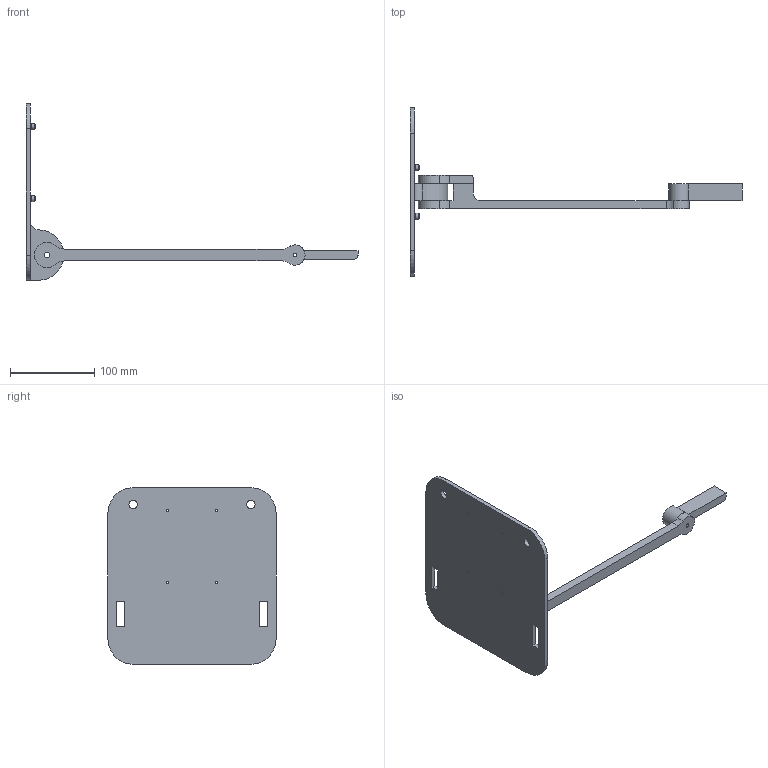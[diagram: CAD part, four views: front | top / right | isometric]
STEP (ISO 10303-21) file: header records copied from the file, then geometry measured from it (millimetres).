
FILE_DESCRIPTION(/* description */ (''),/* implementation_level */ '2;1');
FILE_NAME(/* name */ 'ce61db53-7789-4e23-9470-b868f4411491.stp',/* time_stamp */ '2020-10-23T19:19:43+00:00',/* author */ (''),/* organization */ (''),/* preprocessor_version */ 'ST-DEVELOPER v18.1',/* originating_system */ 'Autodesk Translation Framework v9.3.0.1241',/* authorisation */ '');
FILE_SCHEMA (('AUTOMOTIVE_DESIGN { 1 0 10303 214 3 1 1 }'));
Length unit declared in the file: millimetre
Products named in the file (1): Wolvo02
Bounding box: 395 x 200 x 210 mm (x, y, z)
Volume: 331658.4 mm3; surface area: 121547.1 mm2
Topology: 4 solids, 4 shells, 88 faces, 212 edges, 138 vertices
Faces by surface type: cylinder 39, plane 39, cone 10
Full cylindrical faces by diameter (mm): 2.8 x8, 4.5 x2, 6.5 x3, 7 x4, 10 x2
Entity records: 2681 total; most frequent: DIRECTION 478, CARTESIAN_POINT 439, ORIENTED_EDGE 424, EDGE_CURVE 212, AXIS2_PLACEMENT_3D 177, VERTEX_POINT 138, EDGE_LOOP 124, LINE 124
